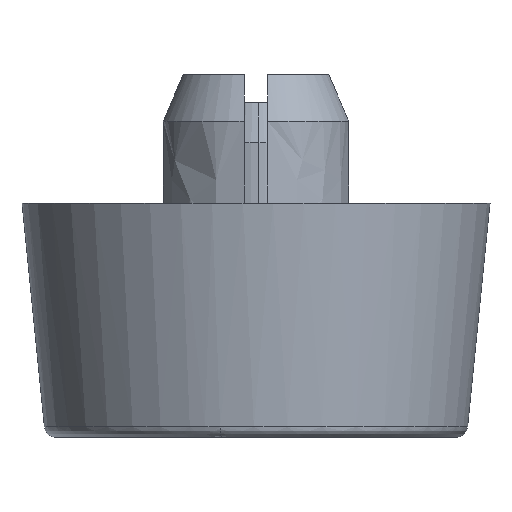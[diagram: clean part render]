
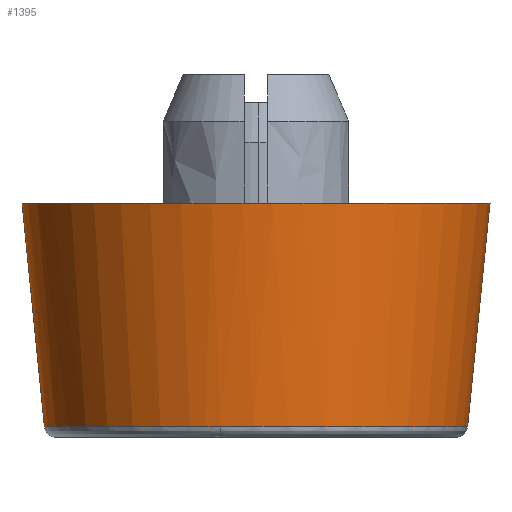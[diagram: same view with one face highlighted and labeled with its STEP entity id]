
A CAD part, front view. The second image highlights one B-rep face of the part: STEP entity #1395.
In plain terms, the highlighted free-form (B-spline) face has degree [2, 1] with [9, 2] control points.
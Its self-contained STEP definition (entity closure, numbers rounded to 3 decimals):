
#1229=CARTESIAN_POINT('',(-8.049,4.073,-9.788));
#1230=CARTESIAN_POINT('',(-8.928,2.337,-9.788));
#1231=CARTESIAN_POINT('',(-9.013,0.393,-9.788));
#1232=CARTESIAN_POINT('',(-9.406,-8.619,-9.788));
#1233=CARTESIAN_POINT('',(-0.393,-9.013,-9.788));
#1234=CARTESIAN_POINT('',(8.619,-9.406,-9.788));
#1235=CARTESIAN_POINT('',(9.013,-0.393,-9.788));
#1236=CARTESIAN_POINT('',(9.406,8.619,-9.788));
#1237=CARTESIAN_POINT('',(0.393,9.013,-9.788));
#1238=CARTESIAN_POINT('',(-8.944,4.526,0.245));
#1239=CARTESIAN_POINT('',(-9.921,2.597,0.245));
#1240=CARTESIAN_POINT('',(-10.015,0.437,0.245));
#1241=CARTESIAN_POINT('',(-10.452,-9.578,0.245));
#1242=CARTESIAN_POINT('',(-0.437,-10.015,0.245));
#1243=CARTESIAN_POINT('',(9.578,-10.452,0.245));
#1244=CARTESIAN_POINT('',(10.015,-0.437,0.245));
#1245=CARTESIAN_POINT('',(10.452,9.578,0.245));
#1246=CARTESIAN_POINT('',(0.437,10.015,0.245));
#1254=(BOUNDED_SURFACE()B_SPLINE_SURFACE(2,1,((#1229,#1238),(#1230,#1239),(#1231,#1240),(#1232,#1241),(#1233,#1242),(#1234,#1243),(#1235,#1244),(#1236,#1245),(#1237,#1246)),.UNSPECIFIED.,.F.,.F.,.U.)B_SPLINE_SURFACE_WITH_KNOTS((3,2,2,2,3),(2,2),(0.0,4.651,21.26,37.869,54.478),(0.0,10.083),.UNSPECIFIED.)GEOMETRIC_REPRESENTATION_ITEM()RATIONAL_B_SPLINE_SURFACE(((0.882,0.882),(0.918,0.918),(1.0,1.0),(0.707,0.707),(1.0,1.0),(0.707,0.707),(1.0,1.0),(0.707,0.707),(1.0,1.0)))REPRESENTATION_ITEM('')SURFACE());
#1255=CARTESIAN_POINT('',(-8.07,4.084,-9.55));
#1256=VERTEX_POINT('',#1255);
#1257=CARTESIAN_POINT('',(-8.987,1.021,-9.55));
#1258=VERTEX_POINT('',#1257);
#1259=CARTESIAN_POINT('',(-8.07,4.084,-9.55));
#1260=CARTESIAN_POINT('',(-8.804,2.635,-9.55));
#1261=CARTESIAN_POINT('',(-8.987,1.021,-9.55));
#1269=(BOUNDED_CURVE()B_SPLINE_CURVE(2,(#1259,#1260,#1261),.UNSPECIFIED.,.F.,.U.)B_SPLINE_CURVE_WITH_KNOTS((3,3),(0.923,0.98),.UNSPECIFIED.)CURVE()GEOMETRIC_REPRESENTATION_ITEM()RATIONAL_B_SPLINE_CURVE((0.875,0.901,0.958))REPRESENTATION_ITEM(''));
#1270=EDGE_CURVE('',#1256,#1258,#1269,.T.);
#1271=ORIENTED_EDGE('',*,*,#1270,.T.);
#1272=CARTESIAN_POINT('',(-9.045,0.0,-9.55));
#1273=VERTEX_POINT('',#1272);
#1274=CARTESIAN_POINT('',(-8.987,1.021,-9.55));
#1275=CARTESIAN_POINT('',(-9.045,0.512,-9.55));
#1276=CARTESIAN_POINT('',(-9.045,0.0,-9.55));
#1284=(BOUNDED_CURVE()B_SPLINE_CURVE(2,(#1274,#1275,#1276),.UNSPECIFIED.,.F.,.U.)B_SPLINE_CURVE_WITH_KNOTS((3,3),(0.98,1.0),.UNSPECIFIED.)CURVE()GEOMETRIC_REPRESENTATION_ITEM()RATIONAL_B_SPLINE_CURVE((0.958,0.977,1.0))REPRESENTATION_ITEM(''));
#1285=EDGE_CURVE('',#1258,#1273,#1284,.T.);
#1286=ORIENTED_EDGE('',*,*,#1285,.T.);
#1287=CARTESIAN_POINT('',(-1.533,-8.914,-9.55));
#1288=VERTEX_POINT('',#1287);
#1289=CARTESIAN_POINT('',(-9.045,0.0,-9.55));
#1290=CARTESIAN_POINT('',(-9.045,-7.622,-9.55));
#1291=CARTESIAN_POINT('',(-1.533,-8.914,-9.55));
#1299=(BOUNDED_CURVE()B_SPLINE_CURVE(2,(#1289,#1290,#1291),.UNSPECIFIED.,.F.,.U.)B_SPLINE_CURVE_WITH_KNOTS((3,3),(0.0,0.221),.UNSPECIFIED.)CURVE()GEOMETRIC_REPRESENTATION_ITEM()RATIONAL_B_SPLINE_CURVE((1.0,0.741,0.94))REPRESENTATION_ITEM(''));
#1300=EDGE_CURVE('',#1273,#1288,#1299,.T.);
#1301=ORIENTED_EDGE('',*,*,#1300,.T.);
#1302=CARTESIAN_POINT('',(9.045,0.0,-9.55));
#1303=VERTEX_POINT('',#1302);
#1304=CARTESIAN_POINT('',(-1.533,-8.914,-9.55));
#1305=CARTESIAN_POINT('',(-0.772,-9.045,-9.55));
#1306=CARTESIAN_POINT('',(0.0,-9.045,-9.55));
#1307=CARTESIAN_POINT('',(9.045,-9.045,-9.55));
#1308=CARTESIAN_POINT('',(9.045,0.0,-9.55));
#1316=(BOUNDED_CURVE()B_SPLINE_CURVE(2,(#1304,#1305,#1306,#1307,#1308),.UNSPECIFIED.,.F.,.U.)B_SPLINE_CURVE_WITH_KNOTS((3,2,3),(0.221,0.25,0.5),.UNSPECIFIED.)CURVE()GEOMETRIC_REPRESENTATION_ITEM()RATIONAL_B_SPLINE_CURVE((0.94,0.966,1.0,0.707,1.0))REPRESENTATION_ITEM(''));
#1317=EDGE_CURVE('',#1288,#1303,#1316,.T.);
#1318=ORIENTED_EDGE('',*,*,#1317,.T.);
#1319=CARTESIAN_POINT('',(0.395,9.036,-9.55));
#1320=VERTEX_POINT('',#1319);
#1321=CARTESIAN_POINT('',(9.045,0.0,-9.55));
#1322=CARTESIAN_POINT('',(9.045,8.659,-9.55));
#1323=CARTESIAN_POINT('',(0.395,9.036,-9.55));
#1331=(BOUNDED_CURVE()B_SPLINE_CURVE(2,(#1321,#1322,#1323),.UNSPECIFIED.,.F.,.U.)B_SPLINE_CURVE_WITH_KNOTS((3,3),(0.5,0.742),.UNSPECIFIED.)CURVE()GEOMETRIC_REPRESENTATION_ITEM()RATIONAL_B_SPLINE_CURVE((1.0,0.716,0.983))REPRESENTATION_ITEM(''));
#1332=EDGE_CURVE('',#1303,#1320,#1331,.T.);
#1333=ORIENTED_EDGE('',*,*,#1332,.T.);
#1334=CARTESIAN_POINT('',(0.436,9.99,0.));
#1335=VERTEX_POINT('',#1334);
#1336=CARTESIAN_POINT('',(0.395,9.036,-9.55));
#1337=CARTESIAN_POINT('',(0.436,9.99,0.));
#1338=QUASI_UNIFORM_CURVE('',1,(#1336,#1337),.UNSPECIFIED.,.F.,.U.);
#1339=EDGE_CURVE('',#1320,#1335,#1338,.T.);
#1340=ORIENTED_EDGE('',*,*,#1339,.T.);
#1341=CARTESIAN_POINT('',(10.0,0.0,0.0));
#1342=VERTEX_POINT('',#1341);
#1343=CARTESIAN_POINT('',(0.436,9.99,0.));
#1344=CARTESIAN_POINT('',(10.,9.573,0.));
#1345=CARTESIAN_POINT('',(10.0,0.0,0.0));
#1353=(BOUNDED_CURVE()B_SPLINE_CURVE(2,(#1343,#1344,#1345),.UNSPECIFIED.,.F.,.U.)B_SPLINE_CURVE_WITH_KNOTS((3,3),(0.258,0.5),.UNSPECIFIED.)CURVE()GEOMETRIC_REPRESENTATION_ITEM()RATIONAL_B_SPLINE_CURVE((0.983,0.716,1.0))REPRESENTATION_ITEM(''));
#1354=EDGE_CURVE('',#1335,#1342,#1353,.T.);
#1355=ORIENTED_EDGE('',*,*,#1354,.T.);
#1356=CARTESIAN_POINT('',(-10.0,0.0,0.0));
#1357=VERTEX_POINT('',#1356);
#1358=CARTESIAN_POINT('',(10.0,0.0,0.0));
#1359=CARTESIAN_POINT('',(10.,-10.,0.0));
#1360=CARTESIAN_POINT('',(0.0,-10.0,0.0));
#1361=CARTESIAN_POINT('',(-10.,-10.,0.0));
#1362=CARTESIAN_POINT('',(-10.0,0.0,0.0));
#1370=(BOUNDED_CURVE()B_SPLINE_CURVE(2,(#1358,#1359,#1360,#1361,#1362),.UNSPECIFIED.,.F.,.U.)B_SPLINE_CURVE_WITH_KNOTS((3,2,3),(0.5,0.75,1.0),.UNSPECIFIED.)CURVE()GEOMETRIC_REPRESENTATION_ITEM()RATIONAL_B_SPLINE_CURVE((1.0,0.707,1.0,0.707,1.0))REPRESENTATION_ITEM(''));
#1371=EDGE_CURVE('',#1342,#1357,#1370,.T.);
#1372=ORIENTED_EDGE('',*,*,#1371,.T.);
#1373=CARTESIAN_POINT('',(-8.923,4.515,0.));
#1374=VERTEX_POINT('',#1373);
#1375=CARTESIAN_POINT('',(-10.0,0.0,0.0));
#1376=CARTESIAN_POINT('',(-10.,2.386,0.));
#1377=CARTESIAN_POINT('',(-8.923,4.515,0.));
#1385=(BOUNDED_CURVE()B_SPLINE_CURVE(2,(#1375,#1376,#1377),.UNSPECIFIED.,.F.,.U.)B_SPLINE_CURVE_WITH_KNOTS((3,3),(0.0,0.077),.UNSPECIFIED.)CURVE()GEOMETRIC_REPRESENTATION_ITEM()RATIONAL_B_SPLINE_CURVE((1.0,0.91,0.875))REPRESENTATION_ITEM(''));
#1386=EDGE_CURVE('',#1357,#1374,#1385,.T.);
#1387=ORIENTED_EDGE('',*,*,#1386,.T.);
#1388=CARTESIAN_POINT('',(-8.07,4.084,-9.55));
#1389=CARTESIAN_POINT('',(-8.923,4.515,0.));
#1390=QUASI_UNIFORM_CURVE('',1,(#1388,#1389),.UNSPECIFIED.,.F.,.U.);
#1391=EDGE_CURVE('',#1256,#1374,#1390,.T.);
#1392=ORIENTED_EDGE('',*,*,#1391,.F.);
#1393=EDGE_LOOP('',(#1271,#1286,#1301,#1318,#1333,#1340,#1355,#1372,#1387,#1392));
#1394=FACE_OUTER_BOUND('',#1393,.T.);
#1395=ADVANCED_FACE('',(#1394),#1254,.T.);
